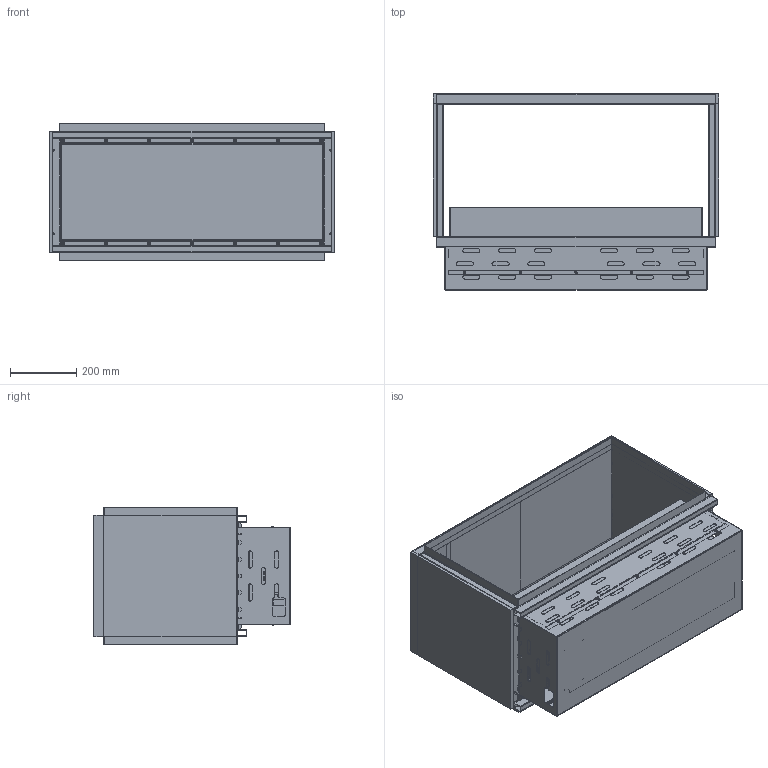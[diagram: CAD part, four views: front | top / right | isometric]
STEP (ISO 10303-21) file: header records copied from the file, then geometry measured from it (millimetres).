
FILE_DESCRIPTION (( 'STEP AP203' ), '1' );
FILE_NAME ('PJ00191-A-11.STEP', '2019-02-28T16:43:31', ( '' ), ( '' ), 'SwSTEP 2.0', 'SolidWorks 2019', '' );
FILE_SCHEMA (( 'CONFIG_CONTROL_DESIGN' ));
Length unit declared in the file: millimetre
Products named in the file (20): AS04265-A-01_AS04265-A-01; PT11904-A-AC; PT01372-A-A2; PT11909-A-AC; PT10931-A-AC_PT12146-A-AC; PT10931-A-AC_PT10932-A-AC; PJ00191-A-11; PT10940-B-AC_PT10940-B-AC; PT11911-A-AC_PT11911-A-AC; PT11899-A-A2; PT00832-A-A2; PJ00153-O-02-C.EVO PLUS 400; PT11849-A-IL; AS04255-A-01_AS04255-A-01; PT11850-A-IL; PT11854-A-IF; AS04260-A-01; PT10887-A-V3; PT07661-A-A2; PT11975-A-AC_PT11971-A-AC
Assembly tree (81 placements, depth 4):
  PJ00191-A-11
    AS04265-A-01_AS04265-A-01
      AS04255-A-01_AS04255-A-01
        PT11904-A-AC
        PT11909-A-AC  x2
        PT11899-A-A2
        PT10931-A-AC_PT10932-A-AC  x4
        PT11975-A-AC_PT11971-A-AC  x4
        PT01372-A-A2  x28
        PT10931-A-AC_PT12146-A-AC  x3
      AS04260-A-01
        PT11911-A-AC_PT11911-A-AC
        PT10940-B-AC_PT10940-B-AC  x2
        PT11854-A-IF  x2
      PT11850-A-IL
      PT11849-A-IL  x2
      PT10887-A-V3  x2
      PT00832-A-A2  x10
    PT07661-A-A2  x14
    PJ00153-O-02-C.EVO PLUS 400
Bounding box: 864 x 595 x 417 mm (x, y, z)
Volume: 24900324.3 mm3; surface area: 7685178.9 mm2
Topology: 110 solids, 110 shells, 4638 faces, 12813 edges, 8424 vertices
Faces by surface type: plane 2618, cylinder 1879, cone 54, torus 39, bspline 32, sphere 16
Full cylindrical faces by diameter (mm): 3.3 x13, 3.7 x4, 4 x67, 4.2 x2, 4.25 x3, 4.3 x19, 4.5 x21, 5 x30, 5.3 x11, 5.5 x2, 6.1 x1, 6.5 x43, 7 x21, 7.3 x6, 8 x1, 10 x16, 10.2 x2, 13 x2, 20 x1, 25 x1
Entity records: 114597 total; most frequent: CARTESIAN_POINT 20679, DIRECTION 18745, ORIENTED_EDGE 18482, EDGE_CURVE 9241, LINE 6307, VECTOR 6307, AXIS2_PLACEMENT_3D 6219, VERTEX_POINT 6159
